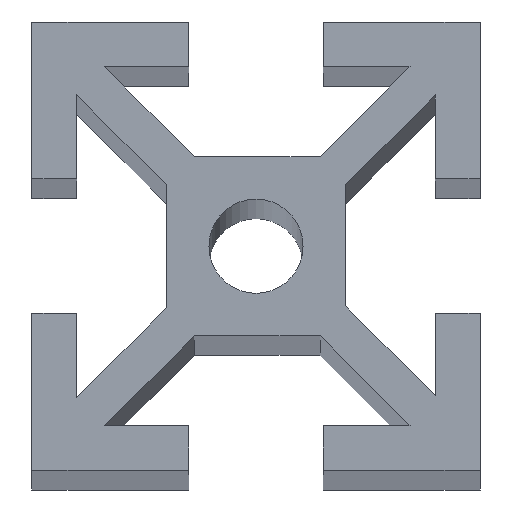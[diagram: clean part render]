
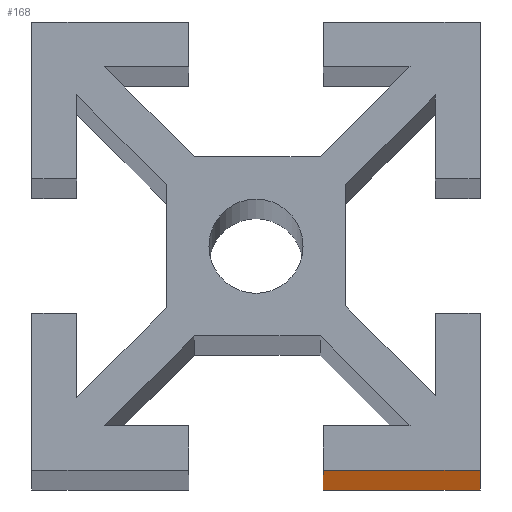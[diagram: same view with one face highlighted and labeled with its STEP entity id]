
A CAD part, top view. The second image highlights one B-rep face of the part: STEP entity #168.
In plain terms, the highlighted planar face has unit normal (0, -1, 0).
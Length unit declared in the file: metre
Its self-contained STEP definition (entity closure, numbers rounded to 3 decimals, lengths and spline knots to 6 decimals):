
#168 = ADVANCED_FACE( '', ( #382 ), #383, .T. );
#228 = EDGE_CURVE( '', #386, #357, #469, .T. );
#357 = VERTEX_POINT( '', #619 );
#382 = FACE_OUTER_BOUND( '', #651, .T. );
#383 = PLANE( '', #652 );
#386 = VERTEX_POINT( '', #656 );
#469 = LINE( '', #765, #766 );
#619 = CARTESIAN_POINT( '', ( -0.18, -0.2, -0.18 ) );
#651 = EDGE_LOOP( '', ( #1005, #1006, #1007, #1008 ) );
#652 = AXIS2_PLACEMENT_3D( '', #1009, #1010, #1011 );
#656 = CARTESIAN_POINT( '', ( -0.187, -0.2, -0.18 ) );
#765 = CARTESIAN_POINT( '', ( -0.187, -0.2, -0.18 ) );
#766 = VECTOR( '', #1186, 1. );
#1005 = ORIENTED_EDGE( '', *, *, #1305, .T. );
#1006 = ORIENTED_EDGE( '', *, *, #1288, .T. );
#1007 = ORIENTED_EDGE( '', *, *, #1306, .F. );
#1008 = ORIENTED_EDGE( '', *, *, #228, .T. );
#1009 = CARTESIAN_POINT( '', ( -0.1835, -0.2, -0.18 ) );
#1010 = DIRECTION( '', ( 0., -1., 0. ) );
#1011 = DIRECTION( '', ( 0., 0., -1. ) );
#1186 = DIRECTION( '', ( 1., 0., 0. ) );
#1288 = EDGE_CURVE( '', #1433, #1431, #1434, .T. );
#1305 = EDGE_CURVE( '', #357, #1433, #1454, .T. );
#1306 = EDGE_CURVE( '', #386, #1431, #1455, .T. );
#1431 = VERTEX_POINT( '', #1626 );
#1433 = VERTEX_POINT( '', #1629 );
#1434 = LINE( '', #1630, #1631 );
#1454 = LINE( '', #1662, #1663 );
#1455 = LINE( '', #1664, #1665 );
#1626 = CARTESIAN_POINT( '', ( -0.187, -0.2, 0.32 ) );
#1629 = CARTESIAN_POINT( '', ( -0.18, -0.2, 0.32 ) );
#1630 = CARTESIAN_POINT( '', ( -0.187, -0.2, 0.32 ) );
#1631 = VECTOR( '', #1758, 1. );
#1662 = CARTESIAN_POINT( '', ( -0.18, -0.2, -0.18 ) );
#1663 = VECTOR( '', #1770, 1. );
#1664 = CARTESIAN_POINT( '', ( -0.187, -0.2, -0.18 ) );
#1665 = VECTOR( '', #1771, 1. );
#1758 = DIRECTION( '', ( -1., 0., 0. ) );
#1770 = DIRECTION( '', ( 0., 0., 1. ) );
#1771 = DIRECTION( '', ( 0., 0., 1. ) );
